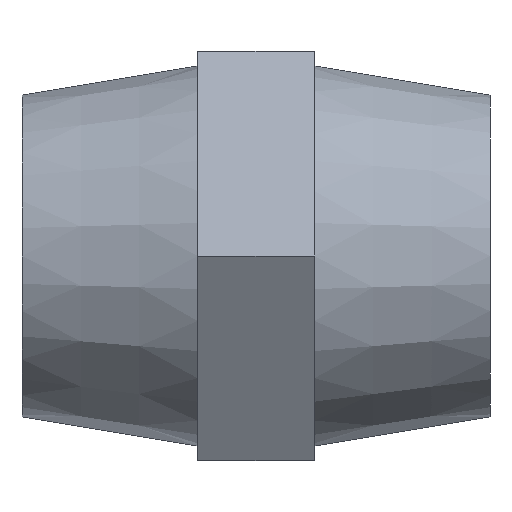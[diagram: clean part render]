
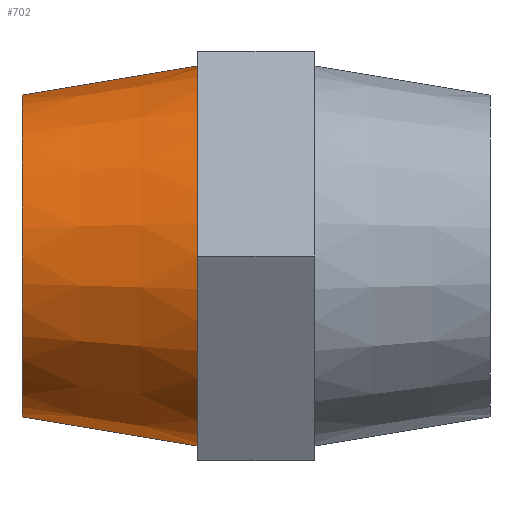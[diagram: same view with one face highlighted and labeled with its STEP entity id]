
A CAD part, left-side view. The second image highlights one B-rep face of the part: STEP entity #702.
In plain terms, the highlighted conical face has half-angle 9.462 degrees and reference radius 6.5 mm.
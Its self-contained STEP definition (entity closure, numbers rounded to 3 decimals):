
#35 = DIRECTION ( 'NONE',  ( 0., -1., 0. ) ) ;
#89 = ORIENTED_EDGE ( 'NONE', *, *, #2615, .T. ) ;
#246 = CARTESIAN_POINT ( 'NONE',  ( 0., 2., 6.5 ) ) ;
#280 = EDGE_LOOP ( 'NONE', ( #644, #2878, #89, #758 ) ) ;
#298 = DIRECTION ( 'NONE',  ( 0., -0.986, 0.164 ) ) ;
#329 = EDGE_CURVE ( 'NONE', #753, #1553, #2483, .T. ) ;
#343 = VERTEX_POINT ( 'NONE', #2602 ) ;
#418 = LINE ( 'NONE', #2574, #617 ) ;
#423 = FACE_OUTER_BOUND ( 'NONE', #280, .T. ) ;
#453 = AXIS2_PLACEMENT_3D ( 'NONE', #2643, #1899, #2386 ) ;
#492 = DIRECTION ( 'NONE',  ( 0., 0., -1. ) ) ;
#609 = AXIS2_PLACEMENT_3D ( 'NONE', #2980, #1488, #1950 ) ;
#617 = VECTOR ( 'NONE', #2590, 1000. ) ;
#644 = ORIENTED_EDGE ( 'NONE', *, *, #329, .F. ) ;
#682 = CARTESIAN_POINT ( 'NONE',  ( 0., 8., 5.5 ) ) ;
#691 = CARTESIAN_POINT ( 'NONE',  ( 0., 2., 0. ) ) ;
#702 = ADVANCED_FACE ( 'NONE', ( #423 ), #1634, .T. ) ;
#753 = VERTEX_POINT ( 'NONE', #682 ) ;
#758 = ORIENTED_EDGE ( 'NONE', *, *, #3157, .F. ) ;
#969 = VECTOR ( 'NONE', #298, 1000. ) ;
#1238 = CARTESIAN_POINT ( 'NONE',  ( 0., 2., 6.5 ) ) ;
#1488 = DIRECTION ( 'NONE',  ( 0., -1., 0. ) ) ;
#1522 = EDGE_CURVE ( 'NONE', #753, #343, #2144, .T. ) ;
#1553 = VERTEX_POINT ( 'NONE', #1238 ) ;
#1634 = CONICAL_SURFACE ( 'NONE', #453, 6.5, 0.165 ) ;
#1899 = DIRECTION ( 'NONE',  ( 0., -1., 0. ) ) ;
#1950 = DIRECTION ( 'NONE',  ( 0., 0., -1. ) ) ;
#2144 = CIRCLE ( 'NONE', #609, 5.5 ) ;
#2386 = DIRECTION ( 'NONE',  ( 0., 0., -1. ) ) ;
#2483 = LINE ( 'NONE', #246, #969 ) ;
#2525 = VERTEX_POINT ( 'NONE', #2578 ) ;
#2574 = CARTESIAN_POINT ( 'NONE',  ( 0., 2., -6.5 ) ) ;
#2578 = CARTESIAN_POINT ( 'NONE',  ( 0., 2., -6.5 ) ) ;
#2590 = DIRECTION ( 'NONE',  ( 0., -0.986, -0.164 ) ) ;
#2602 = CARTESIAN_POINT ( 'NONE',  ( 0., 8., -5.5 ) ) ;
#2615 = EDGE_CURVE ( 'NONE', #343, #2525, #418, .T. ) ;
#2632 = CIRCLE ( 'NONE', #2747, 6.5 ) ;
#2643 = CARTESIAN_POINT ( 'NONE',  ( 0., 2., 0. ) ) ;
#2747 = AXIS2_PLACEMENT_3D ( 'NONE', #691, #35, #492 ) ;
#2878 = ORIENTED_EDGE ( 'NONE', *, *, #1522, .T. ) ;
#2980 = CARTESIAN_POINT ( 'NONE',  ( 0., 8., 0. ) ) ;
#3157 = EDGE_CURVE ( 'NONE', #1553, #2525, #2632, .T. ) ;
